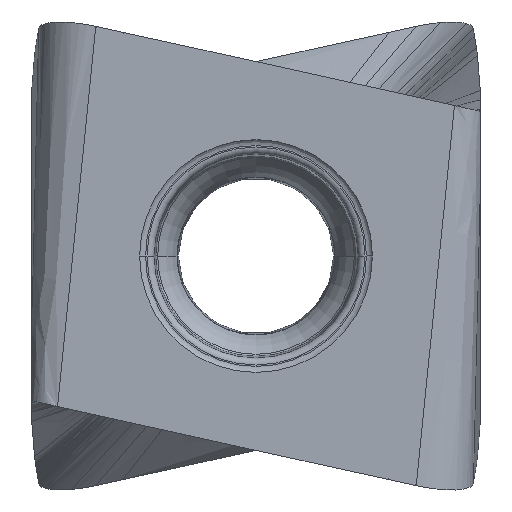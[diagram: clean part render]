
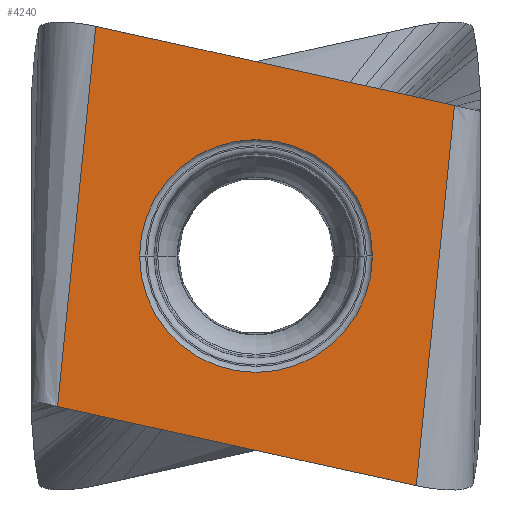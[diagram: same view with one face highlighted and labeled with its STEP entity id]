
A CAD part, front view. The second image highlights one B-rep face of the part: STEP entity #4240.
In plain terms, the highlighted planar face has unit normal (0, -1, 0).
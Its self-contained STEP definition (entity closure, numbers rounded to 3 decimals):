
#543=DIRECTION('',(-0.1,0.,-0.995));
#544=VECTOR('',#543,11.076);
#545=CARTESIAN_POINT('',(-4.643,0.,6.657));
#546=LINE('',#545,#544);
#1271=CARTESIAN_POINT('',(0.,0.,0.));
#1272=DIRECTION('',(0.,1.,0.));
#1273=DIRECTION('',(-1.,0.,0.));
#1274=AXIS2_PLACEMENT_3D('',#1271,#1272,#1273);
#1295=CARTESIAN_POINT('',(0.,0.,0.));
#1296=DIRECTION('',(0.,1.,0.));
#1297=DIRECTION('',(1.,0.,0.));
#1298=AXIS2_PLACEMENT_3D('',#1295,#1296,#1297);
#1303=DIRECTION('',(0.1,0.,0.995));
#1304=VECTOR('',#1303,11.076);
#1305=CARTESIAN_POINT('',(4.643,0.,
-6.657));
#1306=LINE('',#1305,#1304);
#1310=CARTESIAN_POINT('',(-4.643,0.,
6.657));
#1311=CARTESIAN_POINT('',(-4.385,0.,
6.6));
#1312=CARTESIAN_POINT('',(-4.115,0.,
6.54));
#1313=CARTESIAN_POINT('',(-3.859,0.,6.484));
#2002=CARTESIAN_POINT('',(4.643,0.,
-6.657));
#2003=CARTESIAN_POINT('',(4.385,0.,
-6.6));
#2004=CARTESIAN_POINT('',(4.115,0.,
-6.54));
#2005=CARTESIAN_POINT('',(3.859,0.,-6.484));
#2017=CARTESIAN_POINT('',(3.859,0.,-6.484));
#2018=CARTESIAN_POINT('',(3.45,0.,-6.394));
#2019=CARTESIAN_POINT('',(2.622,0.,
-6.211));
#2020=CARTESIAN_POINT('',(1.571,0.,
-5.979));
#2021=CARTESIAN_POINT('',(0.728,0.,
-5.793));
#2022=CARTESIAN_POINT('',(0.098,0.,
-5.654));
#2023=CARTESIAN_POINT('',(-0.53,0.,
-5.515));
#2024=CARTESIAN_POINT('',(-1.154,0.,
-5.378));
#2025=CARTESIAN_POINT('',(-1.771,0.,
-5.242));
#2026=CARTESIAN_POINT('',(-2.582,0.,
-5.062));
#2027=CARTESIAN_POINT('',(-3.572,0.,
-4.844));
#2028=CARTESIAN_POINT('',(-4.704,0.,
-4.594));
#2029=CARTESIAN_POINT('',(-5.412,0.,
-4.438));
#2030=CARTESIAN_POINT('',(-5.752,0.,
-4.363));
#2042=CARTESIAN_POINT('',(-5.752,0.,
-4.363));
#2077=CARTESIAN_POINT('',(5.752,0.,4.363));
#2092=CARTESIAN_POINT('',(-3.859,0.,6.484));
#2093=CARTESIAN_POINT('',(-3.45,0.,6.394));
#2094=CARTESIAN_POINT('',(-2.622,0.,6.211));
#2095=CARTESIAN_POINT('',(-1.571,0.,
5.979));
#2096=CARTESIAN_POINT('',(-0.728,0.,
5.793));
#2097=CARTESIAN_POINT('',(-0.098,0.,
5.654));
#2098=CARTESIAN_POINT('',(0.53,0.,
5.515));
#2099=CARTESIAN_POINT('',(1.154,0.,
5.378));
#2100=CARTESIAN_POINT('',(1.771,0.,
5.242));
#2101=CARTESIAN_POINT('',(2.582,0.,
5.062));
#2102=CARTESIAN_POINT('',(3.572,0.,
4.844));
#2103=CARTESIAN_POINT('',(4.704,0.,
4.594));
#2104=CARTESIAN_POINT('',(5.412,0.,4.438));
#2105=CARTESIAN_POINT('',(5.752,0.,4.363));
#2829=CARTESIAN_POINT('',(-3.373,0.,
0.));
#2830=VERTEX_POINT('',#2829);
#2831=CARTESIAN_POINT('',(3.373,0.,
0.));
#2832=VERTEX_POINT('',#2831);
#2918=VERTEX_POINT('',#2077);
#2919=VERTEX_POINT('',#2092);
#2920=VERTEX_POINT('',#1310);
#2998=VERTEX_POINT('',#2042);
#2999=VERTEX_POINT('',#2017);
#3000=VERTEX_POINT('',#2002);
#4218=CARTESIAN_POINT('',(-7.999,0.,-1.189));
#4219=DIRECTION('',(0.,-1.,0.));
#4220=DIRECTION('',(1.,0.,-0.026));
#4221=AXIS2_PLACEMENT_3D('',#4218,#4219,#4220);
#4222=PLANE('',#4221);
#4223=ORIENTED_EDGE('',*,*,#3296,.F.);
#4225=ORIENTED_EDGE('',*,*,#4224,.T.);
#4227=ORIENTED_EDGE('',*,*,#4226,.T.);
#4229=ORIENTED_EDGE('',*,*,#4228,.F.);
#4231=ORIENTED_EDGE('',*,*,#4230,.T.);
#4233=ORIENTED_EDGE('',*,*,#4232,.T.);
#4234=EDGE_LOOP('',(#4223,#4225,#4227,#4229,#4231,#4233));
#4235=FACE_OUTER_BOUND('',#4234,.F.);
#4236=ORIENTED_EDGE('',*,*,#4213,.F.);
#4237=ORIENTED_EDGE('',*,*,#4197,.F.);
#4238=EDGE_LOOP('',(#4236,#4237));
#4239=FACE_BOUND('',#4238,.F.);
#1275=CIRCLE('',#1274,3.373);
#1299=CIRCLE('',#1298,3.373);
#1314=B_SPLINE_CURVE_WITH_KNOTS('',3,(#1310,#1311,#1312,#1313),.UNSPECIFIED.,
.F.,.F.,(4,4),(0.,1.),.UNSPECIFIED.);
#2006=B_SPLINE_CURVE_WITH_KNOTS('',3,(#2002,#2003,#2004,#2005),.UNSPECIFIED.,
.F.,.F.,(4,4),(0.,1.),.UNSPECIFIED.);
#2031=B_SPLINE_CURVE_WITH_KNOTS('',3,(#2017,#2018,#2019,#2020,#2021,#2022,#2023,
#2024,#2025,#2026,#2027,#2028,#2029,#2030),.UNSPECIFIED.,.F.,.F.,(4,1,1,1,1,1,1,
1,1,1,1,4),(0.,0.125,0.25,0.313,0.375,0.438,0.5,0.563,
0.625,0.75,0.875,1.),.UNSPECIFIED.);
#2106=B_SPLINE_CURVE_WITH_KNOTS('',3,(#2092,#2093,#2094,#2095,#2096,#2097,#2098,
#2099,#2100,#2101,#2102,#2103,#2104,#2105),.UNSPECIFIED.,.F.,.F.,(4,1,1,1,1,1,1,
1,1,1,1,4),(0.,0.125,0.25,0.313,0.375,0.438,0.5,0.563,
0.625,0.75,0.875,1.),.UNSPECIFIED.);
#3296=EDGE_CURVE('',#2920,#2998,#546,.T.);
#4197=EDGE_CURVE('',#2830,#2832,#1275,.T.);
#4213=EDGE_CURVE('',#2832,#2830,#1299,.T.);
#4224=EDGE_CURVE('',#2920,#2919,#1314,.T.);
#4226=EDGE_CURVE('',#2919,#2918,#2106,.T.);
#4228=EDGE_CURVE('',#3000,#2918,#1306,.T.);
#4230=EDGE_CURVE('',#3000,#2999,#2006,.T.);
#4232=EDGE_CURVE('',#2999,#2998,#2031,.T.);
#4240=ADVANCED_FACE('',(#4235,#4239),#4222,.T.);
